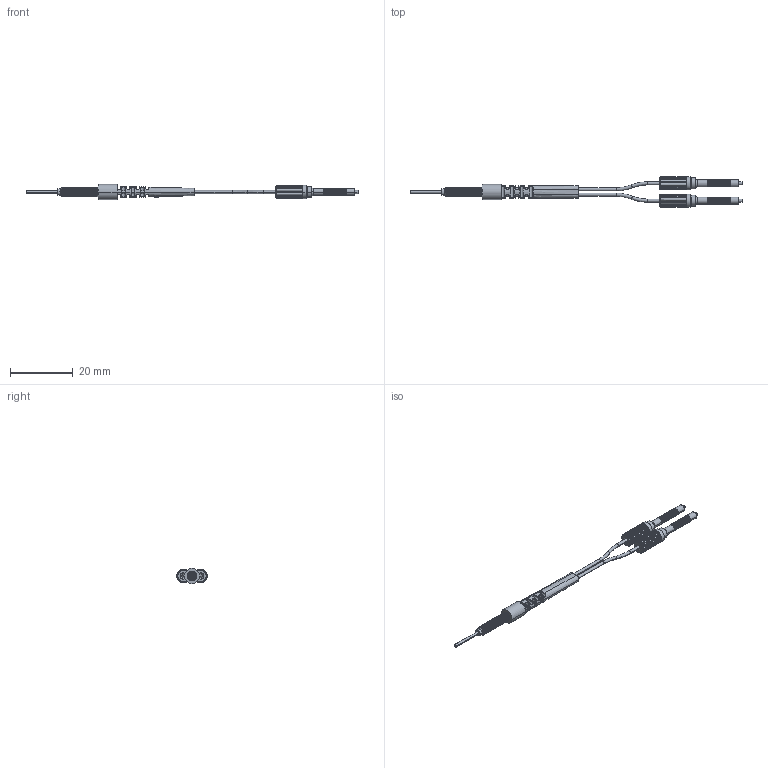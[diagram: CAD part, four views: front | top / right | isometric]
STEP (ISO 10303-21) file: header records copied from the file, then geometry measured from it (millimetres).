
FILE_DESCRIPTION((''),'2;1');
FILE_NAME('PRE3Y10-I_ASM','2020-06-05T17:55:09',('Administrator'),(''),'CREO PARAMETRIC BY PTC INC, 2018400','CREO PARAMETRIC BY PTC INC, 2018400','');
FILE_SCHEMA(('AUTOMOTIVE_DESIGN { 1 0 10303 214 1 1 1 1 }'));
Products named in the file (7): BOJKE-M3__; 10XXX___; JW22_10___; PRM3-10___; 10XIAN___ASM; 9-5_; PRE3Y10-I_ASM
Assembly tree (7 placements, depth 3):
  PRE3Y10-I_ASM
    BOJKE-M3__
    10XIAN___ASM
      10XXX___
      JW22_10___  x2
      PRM3-10___
    9-5_
Bounding box: 105.5 x 9.7 x 4.8 mm (x, y, z)
Volume: 791.6 mm3; surface area: 2313.5 mm2
Topology: 7 solids, 7 shells, 1164 faces, 2838 edges, 1693 vertices
Faces by surface type: cylinder 462, plane 256, bspline 226, torus 160, extrusion 46, cone 14
Entity records: 43517 total; most frequent: CARTESIAN_POINT 23512, ORIENTED_EDGE 3904, DIRECTION 3203, EDGE_CURVE 1952, AXIS2_PLACEMENT_3D 1379, VERTEX_POINT 1171, PRESENTATION_STYLE_ASSIGNMENT 837, STYLED_ITEM 837
